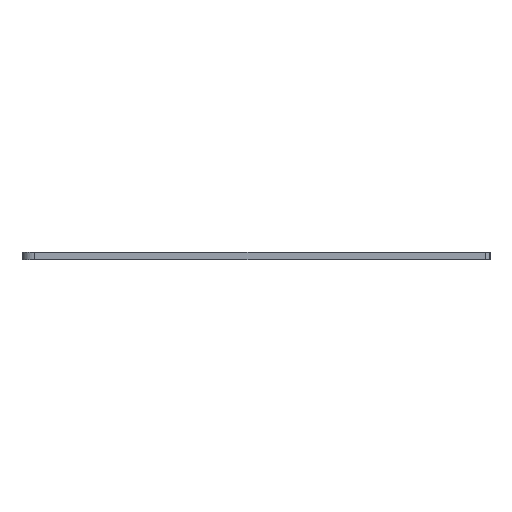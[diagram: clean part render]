
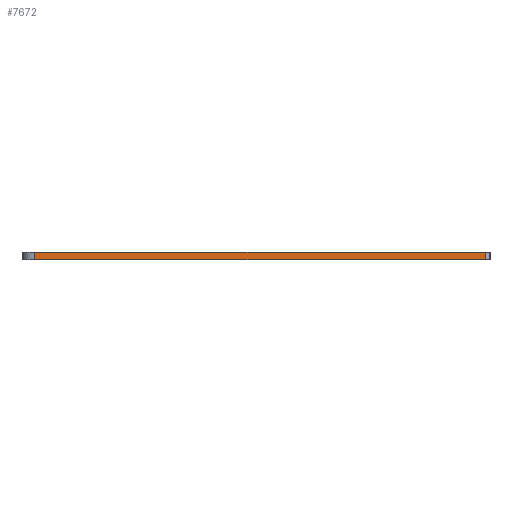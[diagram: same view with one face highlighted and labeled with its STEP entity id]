
A CAD part, left-side view. The second image highlights one B-rep face of the part: STEP entity #7672.
In plain terms, the highlighted planar face has unit normal (-1, 0, 0).
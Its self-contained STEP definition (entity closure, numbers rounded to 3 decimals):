
#118=PLANE('',#8399);
#355=FACE_OUTER_BOUND('',#821,.T.);
#821=EDGE_LOOP('',(#5990,#5991,#5992,#5993,#5994,#5995));
#1210=LINE('',#11122,#2060);
#1222=LINE('',#11150,#2072);
#1223=LINE('',#11151,#2073);
#1446=LINE('',#11902,#2296);
#1447=LINE('',#11904,#2297);
#1672=LINE('',#12661,#2522);
#2060=VECTOR('',#8839,10.);
#2072=VECTOR('',#8863,1.);
#2073=VECTOR('',#8864,10.);
#2296=VECTOR('',#9393,10.);
#2297=VECTOR('',#9394,1.);
#2522=VECTOR('',#9931,1.);
#3232=VERTEX_POINT('',#11118);
#3233=VERTEX_POINT('',#11120);
#3242=VERTEX_POINT('',#11147);
#3243=VERTEX_POINT('',#11149);
#3618=VERTEX_POINT('',#11901);
#3619=VERTEX_POINT('',#11903);
#4018=EDGE_CURVE('',#3232,#3233,#1210,.T.);
#4032=EDGE_CURVE('',#3242,#3243,#1222,.T.);
#4033=EDGE_CURVE('',#3243,#3233,#1223,.T.);
#4408=EDGE_CURVE('',#3618,#3232,#1446,.T.);
#4409=EDGE_CURVE('',#3619,#3618,#1447,.T.);
#4788=EDGE_CURVE('',#3242,#3619,#1672,.T.);
#5990=ORIENTED_EDGE('',*,*,#4788,.T.);
#5991=ORIENTED_EDGE('',*,*,#4409,.T.);
#5992=ORIENTED_EDGE('',*,*,#4408,.T.);
#5993=ORIENTED_EDGE('',*,*,#4018,.T.);
#5994=ORIENTED_EDGE('',*,*,#4033,.F.);
#5995=ORIENTED_EDGE('',*,*,#4032,.F.);
#7672=ADVANCED_FACE('',(#355),#118,.T.);
#8399=AXIS2_PLACEMENT_3D('',#12660,#9929,#9930);
#8839=DIRECTION('',(0.,0.,-1.));
#8863=DIRECTION('',(0.,1.,0.));
#8864=DIRECTION('',(0.,1.,0.));
#9393=DIRECTION('',(0.,1.,0.));
#9394=DIRECTION('',(0.,1.,0.));
#9929=DIRECTION('center_axis',(-1.,0.,0.));
#9930=DIRECTION('ref_axis',(0.,1.,0.));
#9931=DIRECTION('',(0.,0.,1.));
#11118=CARTESIAN_POINT('',(-100.012,48.583,6.7));
#11120=CARTESIAN_POINT('',(-100.012,48.583,5.19));
#11122=CARTESIAN_POINT('',(-100.012,48.583,6.7));
#11147=CARTESIAN_POINT('',(-100.013,-47.816,5.19));
#11149=CARTESIAN_POINT('',(-100.013,31.147,5.19));
#11150=CARTESIAN_POINT('',(-100.013,-47.816,5.19));
#11151=CARTESIAN_POINT('',(-100.012,32.147,5.19));
#11901=CARTESIAN_POINT('',(-100.013,31.147,6.7));
#11902=CARTESIAN_POINT('',(-100.012,32.147,6.7));
#11903=CARTESIAN_POINT('',(-100.013,-47.816,6.7));
#11904=CARTESIAN_POINT('',(-100.013,-47.816,6.7));
#12660=CARTESIAN_POINT('Origin',(-100.013,-47.816,5.19));
#12661=CARTESIAN_POINT('',(-100.013,-47.816,5.19));
